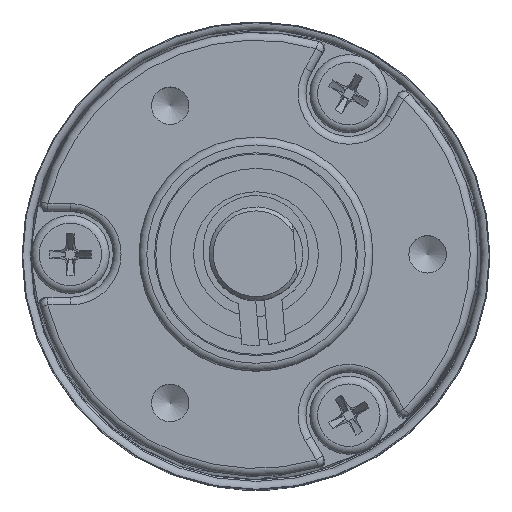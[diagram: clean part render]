
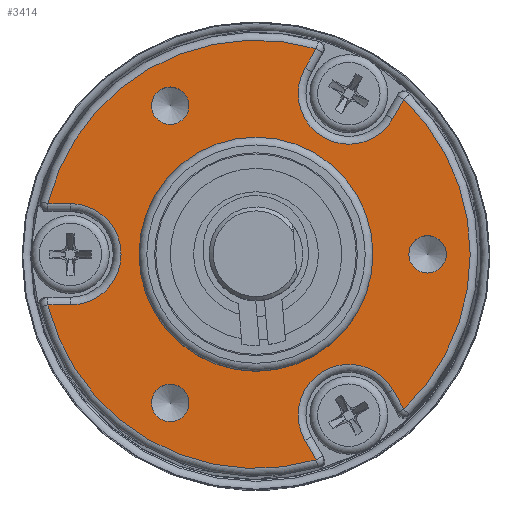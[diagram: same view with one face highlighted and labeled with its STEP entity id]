
A CAD part, top view. The second image highlights one B-rep face of the part: STEP entity #3414.
In plain terms, the highlighted planar face has unit normal (0, 0, 1).
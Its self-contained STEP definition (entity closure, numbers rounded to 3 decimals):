
#974=CIRCLE('',#25915,1.2);
#975=CIRCLE('',#25916,1.2);
#976=CIRCLE('',#25917,1.2);
#977=CIRCLE('',#25918,13.731);
#978=CIRCLE('',#25919,3.25);
#979=CIRCLE('',#25920,13.731);
#980=CIRCLE('',#25921,3.25);
#981=CIRCLE('',#25922,13.731);
#982=CIRCLE('',#25923,3.25);
#983=CIRCLE('',#25924,7.5);
#3414=ADVANCED_FACE('',(#5237,#5238,#5239,#5240,#5241),#4575,.T.);
#4575=PLANE('',#25925);
#5237=FACE_BOUND('',#6169,.T.);
#5238=FACE_BOUND('',#6170,.T.);
#5239=FACE_BOUND('',#6171,.T.);
#5240=FACE_BOUND('',#6172,.T.);
#5241=FACE_BOUND('',#6173,.T.);
#6169=EDGE_LOOP('',(#10318));
#6170=EDGE_LOOP('',(#10319));
#6171=EDGE_LOOP('',(#10320));
#6172=EDGE_LOOP('',(#10321,#10322,#10323,#10324,#10325,#10326,#10327,#10328,
#10329,#10330,#10331,#10332));
#6173=EDGE_LOOP('',(#10333));
#10318=ORIENTED_EDGE('',*,*,#17965,.T.);
#10319=ORIENTED_EDGE('',*,*,#17966,.T.);
#10320=ORIENTED_EDGE('',*,*,#17967,.T.);
#10321=ORIENTED_EDGE('',*,*,#17968,.T.);
#10322=ORIENTED_EDGE('',*,*,#17969,.T.);
#10323=ORIENTED_EDGE('',*,*,#17970,.T.);
#10324=ORIENTED_EDGE('',*,*,#17971,.T.);
#10325=ORIENTED_EDGE('',*,*,#17972,.T.);
#10326=ORIENTED_EDGE('',*,*,#17973,.T.);
#10327=ORIENTED_EDGE('',*,*,#17974,.T.);
#10328=ORIENTED_EDGE('',*,*,#17975,.T.);
#10329=ORIENTED_EDGE('',*,*,#17976,.T.);
#10330=ORIENTED_EDGE('',*,*,#17977,.T.);
#10331=ORIENTED_EDGE('',*,*,#17978,.T.);
#10332=ORIENTED_EDGE('',*,*,#17979,.T.);
#10333=ORIENTED_EDGE('',*,*,#17980,.F.);
#15087=VERTEX_POINT('',#37900);
#15088=VERTEX_POINT('',#37902);
#15089=VERTEX_POINT('',#37904);
#15090=VERTEX_POINT('',#37906);
#15091=VERTEX_POINT('',#37907);
#15092=VERTEX_POINT('',#37909);
#15093=VERTEX_POINT('',#37911);
#15094=VERTEX_POINT('',#37913);
#15095=VERTEX_POINT('',#37915);
#15096=VERTEX_POINT('',#37917);
#15097=VERTEX_POINT('',#37919);
#15098=VERTEX_POINT('',#37921);
#15099=VERTEX_POINT('',#37923);
#15100=VERTEX_POINT('',#37925);
#15101=VERTEX_POINT('',#37927);
#15102=VERTEX_POINT('',#37930);
#17965=EDGE_CURVE('',#15087,#15087,#974,.T.);
#17966=EDGE_CURVE('',#15088,#15088,#975,.T.);
#17967=EDGE_CURVE('',#15089,#15089,#976,.T.);
#17968=EDGE_CURVE('',#15090,#15091,#977,.T.);
#17969=EDGE_CURVE('',#15091,#15092,#20981,.T.);
#17970=EDGE_CURVE('',#15092,#15093,#978,.T.);
#17971=EDGE_CURVE('',#15093,#15094,#20982,.T.);
#17972=EDGE_CURVE('',#15094,#15095,#979,.T.);
#17973=EDGE_CURVE('',#15095,#15096,#20983,.T.);
#17974=EDGE_CURVE('',#15096,#15097,#980,.T.);
#17975=EDGE_CURVE('',#15097,#15098,#20984,.T.);
#17976=EDGE_CURVE('',#15098,#15099,#981,.T.);
#17977=EDGE_CURVE('',#15099,#15100,#20985,.T.);
#17978=EDGE_CURVE('',#15100,#15101,#982,.T.);
#17979=EDGE_CURVE('',#15101,#15090,#20986,.T.);
#17980=EDGE_CURVE('',#15102,#15102,#983,.T.);
#20981=LINE('',#37908,#23628);
#20982=LINE('',#37912,#23629);
#20983=LINE('',#37916,#23630);
#20984=LINE('',#37920,#23631);
#20985=LINE('',#37924,#23632);
#20986=LINE('',#37928,#23633);
#23628=VECTOR('',#29864,1.);
#23629=VECTOR('',#29867,1.);
#23630=VECTOR('',#29870,1.);
#23631=VECTOR('',#29873,1.);
#23632=VECTOR('',#29876,1.);
#23633=VECTOR('',#29879,1.);
#25915=AXIS2_PLACEMENT_3D('',#37899,#29856,#29857);
#25916=AXIS2_PLACEMENT_3D('',#37901,#29858,#29859);
#25917=AXIS2_PLACEMENT_3D('',#37903,#29860,#29861);
#25918=AXIS2_PLACEMENT_3D('',#37905,#29862,#29863);
#25919=AXIS2_PLACEMENT_3D('',#37910,#29865,#29866);
#25920=AXIS2_PLACEMENT_3D('',#37914,#29868,#29869);
#25921=AXIS2_PLACEMENT_3D('',#37918,#29871,#29872);
#25922=AXIS2_PLACEMENT_3D('',#37922,#29874,#29875);
#25923=AXIS2_PLACEMENT_3D('',#37926,#29877,#29878);
#25924=AXIS2_PLACEMENT_3D('',#37929,#29880,#29881);
#25925=AXIS2_PLACEMENT_3D('',#37931,#29882,#29883);
#29856=DIRECTION('',(0.,0.,-1.));
#29857=DIRECTION('',(0.5,-0.866,0.));
#29858=DIRECTION('',(0.,0.,-1.));
#29859=DIRECTION('',(-1.,0.,0.));
#29860=DIRECTION('',(0.,0.,-1.));
#29861=DIRECTION('',(0.5,0.866,0.));
#29862=DIRECTION('',(0.,0.,1.));
#29863=DIRECTION('',(-0.5,-0.866,0.));
#29864=DIRECTION('',(-0.5,0.866,0.));
#29865=DIRECTION('',(0.,0.,-1.));
#29866=DIRECTION('',(-0.5,-0.866,0.));
#29867=DIRECTION('',(0.5,-0.866,0.));
#29868=DIRECTION('',(0.,0.,1.));
#29869=DIRECTION('',(-0.5,-0.866,0.));
#29870=DIRECTION('',(-0.5,-0.866,0.));
#29871=DIRECTION('',(0.,0.,-1.));
#29872=DIRECTION('',(-0.5,-0.866,0.));
#29873=DIRECTION('',(0.5,0.866,0.));
#29874=DIRECTION('',(0.,0.,1.));
#29875=DIRECTION('',(-0.5,-0.866,0.));
#29876=DIRECTION('',(1.,0.,0.));
#29877=DIRECTION('',(0.,0.,-1.));
#29878=DIRECTION('',(-0.5,-0.866,0.));
#29879=DIRECTION('',(-1.,0.,0.));
#29880=DIRECTION('',(0.,0.,1.));
#29881=DIRECTION('',(-0.5,-0.866,0.));
#29882=DIRECTION('',(0.,0.,1.));
#29883=DIRECTION('',(-0.5,-0.866,0.));
#37899=CARTESIAN_POINT('',(-5.5,9.526,20.5));
#37900=CARTESIAN_POINT('',(-4.9,8.487,20.5));
#37901=CARTESIAN_POINT('',(11.,0.,20.5));
#37902=CARTESIAN_POINT('',(9.8,0.,20.5));
#37903=CARTESIAN_POINT('',(-5.5,-9.526,20.5));
#37904=CARTESIAN_POINT('',(-4.9,-8.487,20.5));
#37905=CARTESIAN_POINT('',(0.,0.,20.5));
#37906=CARTESIAN_POINT('',(-13.34,-3.25,20.5));
#37907=CARTESIAN_POINT('',(3.856,-13.178,20.5));
#37908=CARTESIAN_POINT('',(3.135,-11.931,20.5));
#37909=CARTESIAN_POINT('',(3.135,-11.931,20.5));
#37910=CARTESIAN_POINT('',(5.95,-10.306,20.5));
#37911=CARTESIAN_POINT('',(8.765,-8.681,20.5));
#37912=CARTESIAN_POINT('',(2.815,1.625,20.5));
#37913=CARTESIAN_POINT('',(9.485,-9.928,20.5));
#37914=CARTESIAN_POINT('',(0.,0.,20.5));
#37915=CARTESIAN_POINT('',(9.485,9.928,20.5));
#37916=CARTESIAN_POINT('',(8.765,8.681,20.5));
#37917=CARTESIAN_POINT('',(8.765,8.681,20.5));
#37918=CARTESIAN_POINT('',(5.95,10.306,20.5));
#37919=CARTESIAN_POINT('',(3.135,11.931,20.5));
#37920=CARTESIAN_POINT('',(-2.815,1.625,20.5));
#37921=CARTESIAN_POINT('',(3.856,13.178,20.5));
#37922=CARTESIAN_POINT('',(0.,0.,20.5));
#37923=CARTESIAN_POINT('',(-13.34,3.25,20.5));
#37924=CARTESIAN_POINT('',(-11.9,3.25,20.5));
#37925=CARTESIAN_POINT('',(-11.9,3.25,20.5));
#37926=CARTESIAN_POINT('',(-11.9,0.,20.5));
#37927=CARTESIAN_POINT('',(-11.9,-3.25,20.5));
#37928=CARTESIAN_POINT('',(0.,-3.25,20.5));
#37929=CARTESIAN_POINT('',(0.,0.,
20.5));
#37930=CARTESIAN_POINT('',(-3.75,-6.495,20.5));
#37931=CARTESIAN_POINT('',(0.,0.,20.5));
